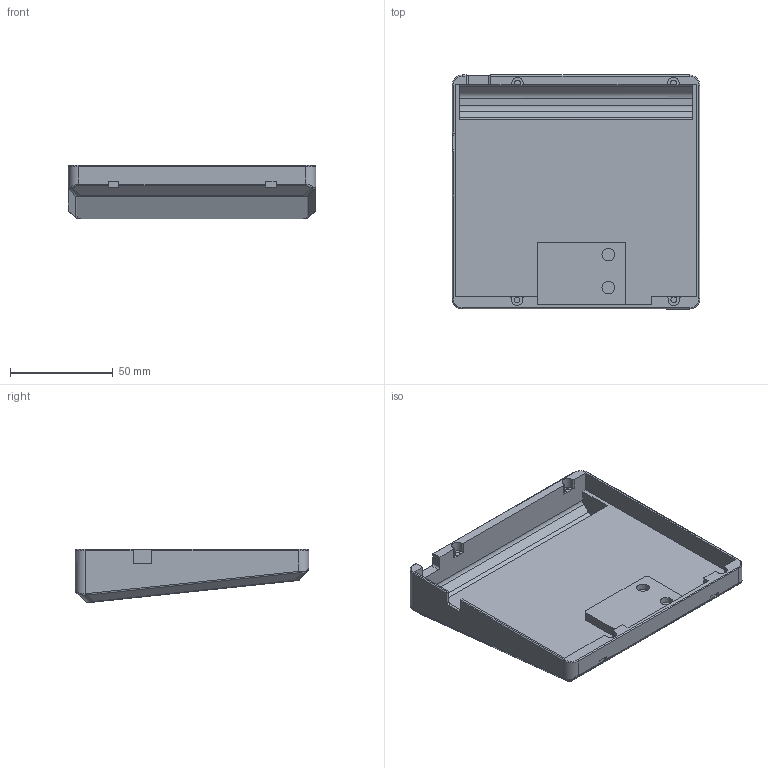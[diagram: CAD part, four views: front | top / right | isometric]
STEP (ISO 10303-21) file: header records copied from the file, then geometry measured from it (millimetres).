
FILE_DESCRIPTION(('HOOPS Exchange Step'),'2;1');
FILE_NAME('temp_export','2025-07-29T11:50:28+09:00',('chuns'),('Shapr3D Limited'),'HOOPS Exchange 2024.8','Shapr3D','Authorized');
FILE_SCHEMA( ('AP242_MANAGED_MODEL_BASED_3D_ENGINEERING_MIM_LF {1 0 10303 442 1 1 4}') );
Length unit declared in the file: millimetre
Products named in the file (3): bottom; right; root
Assembly tree (2 placements, depth 3):
  root
    right
      bottom
Bounding box: 120.21 x 113.6 x 25.86 mm (x, y, z)
Volume: 137826.2 mm3; surface area: 45521.7 mm2
Topology: 2 solids, 2 shells, 158 faces, 419 edges, 270 vertices
Faces by surface type: plane 78, cylinder 56, bspline 18, torus 4, extrusion 2
Full cylindrical faces by diameter (mm): 2.8 x1, 6.1 x2
Entity records: 7851 total; most frequent: CARTESIAN_POINT 3782, DIRECTION 850, ORIENTED_EDGE 838, EDGE_CURVE 419, AXIS2_PLACEMENT_3D 294, VERTEX_POINT 270, VECTOR 262, LINE 260
